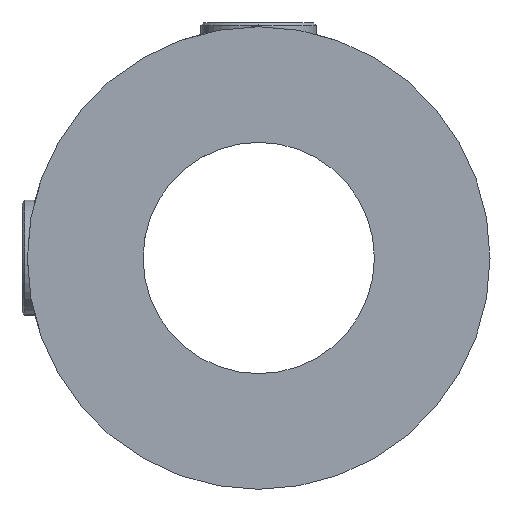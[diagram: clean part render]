
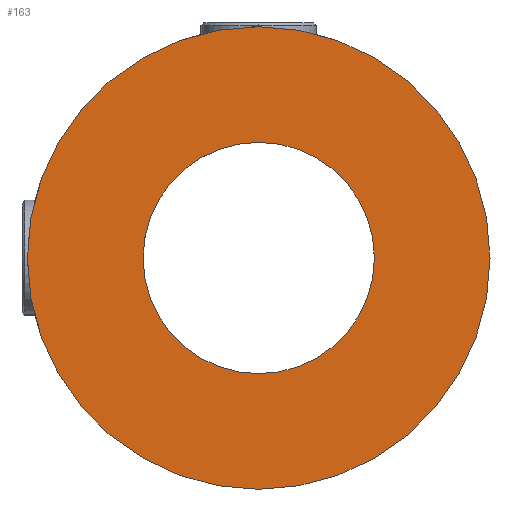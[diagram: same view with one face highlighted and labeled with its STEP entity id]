
A CAD part, left-side view. The second image highlights one B-rep face of the part: STEP entity #163.
In plain terms, the highlighted planar face has unit normal (-1, 0, 0).
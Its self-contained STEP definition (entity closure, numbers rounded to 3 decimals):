
#163 = ADVANCED_FACE ( 'NONE', ( #1568, #2115 ), #2574, .T. ) ;
#180 = DIRECTION ( 'NONE',  ( 0., 0., 1. ) ) ;
#685 = AXIS2_PLACEMENT_3D ( 'NONE', #6248, #1693, #3837 ) ;
#786 = VERTEX_POINT ( 'NONE', #3649 ) ;
#1079 = DIRECTION ( 'NONE',  ( 0., 0., 1. ) ) ;
#1568 = FACE_BOUND ( 'NONE', #2653, .T. ) ;
#1600 = CIRCLE ( 'NONE', #5856, 8. ) ;
#1652 = CARTESIAN_POINT ( 'NONE',  ( -12.25, 0., 4. ) ) ;
#1693 = DIRECTION ( 'NONE',  ( 1., 0., 0. ) ) ;
#1789 = VERTEX_POINT ( 'NONE', #3865 ) ;
#1980 = CARTESIAN_POINT ( 'NONE',  ( -12.25, 0., 0. ) ) ;
#2083 = CARTESIAN_POINT ( 'NONE',  ( -12.25, 0., 0. ) ) ;
#2115 = FACE_OUTER_BOUND ( 'NONE', #6376, .T. ) ;
#2216 = CARTESIAN_POINT ( 'NONE',  ( -12.25, 0., -8. ) ) ;
#2574 = PLANE ( 'NONE',  #5513 ) ;
#2653 = EDGE_LOOP ( 'NONE', ( #4519, #6059 ) ) ;
#2658 = VERTEX_POINT ( 'NONE', #2216 ) ;
#3264 = DIRECTION ( 'NONE',  ( 0., 0., 1. ) ) ;
#3649 = CARTESIAN_POINT ( 'NONE',  ( -12.25, 0., 8. ) ) ;
#3807 = DIRECTION ( 'NONE',  ( -1., 0., 0. ) ) ;
#3837 = DIRECTION ( 'NONE',  ( 0., 0., -1. ) ) ;
#3865 = CARTESIAN_POINT ( 'NONE',  ( -12.25, 0., -4. ) ) ;
#3997 = ORIENTED_EDGE ( 'NONE', *, *, #4340, .T. ) ;
#4107 = EDGE_CURVE ( 'NONE', #5677, #1789, #4825, .T. ) ;
#4217 = DIRECTION ( 'NONE',  ( -1., 0., 0. ) ) ;
#4340 = EDGE_CURVE ( 'NONE', #2658, #786, #4409, .T. ) ;
#4363 = DIRECTION ( 'NONE',  ( 1., 0., 0. ) ) ;
#4409 = CIRCLE ( 'NONE', #5247, 8. ) ;
#4519 = ORIENTED_EDGE ( 'NONE', *, *, #4746, .T. ) ;
#4619 = CIRCLE ( 'NONE', #685, 4. ) ;
#4635 = DIRECTION ( 'NONE',  ( -1., 0., 0. ) ) ;
#4746 = EDGE_CURVE ( 'NONE', #1789, #5677, #4619, .T. ) ;
#4825 = CIRCLE ( 'NONE', #5458, 4. ) ;
#5092 = CARTESIAN_POINT ( 'NONE',  ( -12.25, 0., 0. ) ) ;
#5099 = CARTESIAN_POINT ( 'NONE',  ( -12.25, 0., 0. ) ) ;
#5247 = AXIS2_PLACEMENT_3D ( 'NONE', #2083, #3807, #3264 ) ;
#5458 = AXIS2_PLACEMENT_3D ( 'NONE', #1980, #4363, #5530 ) ;
#5513 = AXIS2_PLACEMENT_3D ( 'NONE', #5092, #4217, #180 ) ;
#5530 = DIRECTION ( 'NONE',  ( 0., 0., -1. ) ) ;
#5677 = VERTEX_POINT ( 'NONE', #1652 ) ;
#5841 = ORIENTED_EDGE ( 'NONE', *, *, #5962, .T. ) ;
#5856 = AXIS2_PLACEMENT_3D ( 'NONE', #5099, #4635, #1079 ) ;
#5962 = EDGE_CURVE ( 'NONE', #786, #2658, #1600, .T. ) ;
#6059 = ORIENTED_EDGE ( 'NONE', *, *, #4107, .T. ) ;
#6248 = CARTESIAN_POINT ( 'NONE',  ( -12.25, 0., 0. ) ) ;
#6376 = EDGE_LOOP ( 'NONE', ( #3997, #5841 ) ) ;
